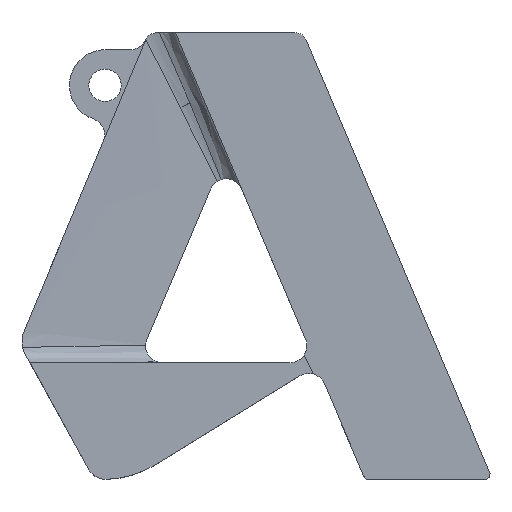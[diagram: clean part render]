
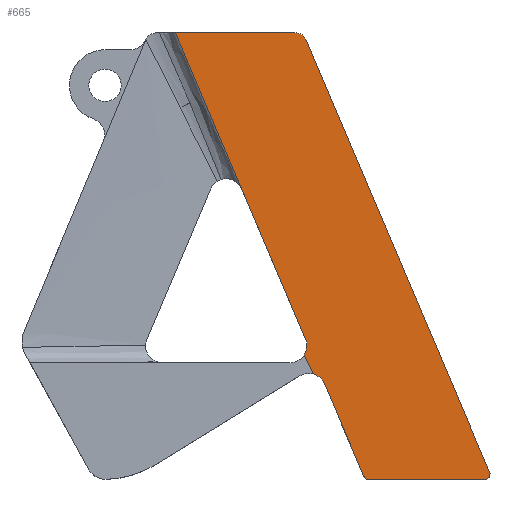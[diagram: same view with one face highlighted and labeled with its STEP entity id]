
A CAD part, top view. The second image highlights one B-rep face of the part: STEP entity #665.
In plain terms, the highlighted planar face has unit normal (0, 0, 1).
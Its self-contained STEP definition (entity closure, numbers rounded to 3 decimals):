
#38=FACE_OUTER_BOUND('',#72,.T.);
#72=EDGE_LOOP('',(#418,#419,#420,#421,#422,#423,#424,#425,#426,#427,#428,
#429));
#109=B_SPLINE_CURVE_WITH_KNOTS('',3,(#944,#945,#946,#947),.UNSPECIFIED.,
 .F.,.F.,(4,4),(-2.532,-1.548),.UNSPECIFIED.);
#110=B_SPLINE_CURVE_WITH_KNOTS('',3,(#961,#962,#963,#964),.UNSPECIFIED.,
 .F.,.F.,(4,4),(-6.23,-6.142),.UNSPECIFIED.);
#111=B_SPLINE_CURVE_WITH_KNOTS('',3,(#966,#967,#968,#969,#970,#971,#972,
#973,#974,#975,#976,#977),.UNSPECIFIED.,.F.,.F.,(4,2,2,2,2,4),(-6.142,
-6.07,-5.29,-4.818,-3.629,
-3.007),.UNSPECIFIED.);
#131=CIRCLE('',#714,1.667);
#132=CIRCLE('',#715,0.508);
#133=CIRCLE('',#716,0.508);
#134=CIRCLE('',#717,1.209);
#135=CIRCLE('',#718,1.667);
#159=LINE('',#940,#206);
#160=LINE('',#951,#207);
#161=LINE('',#955,#208);
#162=LINE('',#959,#209);
#206=VECTOR('',#775,10.);
#207=VECTOR('',#780,10.);
#208=VECTOR('',#783,10.);
#209=VECTOR('',#786,10.);
#253=VERTEX_POINT('',#938);
#254=VERTEX_POINT('',#939);
#255=VERTEX_POINT('',#941);
#256=VERTEX_POINT('',#943);
#257=VERTEX_POINT('',#948);
#258=VERTEX_POINT('',#950);
#259=VERTEX_POINT('',#952);
#260=VERTEX_POINT('',#954);
#261=VERTEX_POINT('',#956);
#262=VERTEX_POINT('',#958);
#263=VERTEX_POINT('',#960);
#264=VERTEX_POINT('',#965);
#319=EDGE_CURVE('',#253,#254,#159,.T.);
#320=EDGE_CURVE('',#253,#255,#131,.T.);
#321=EDGE_CURVE('',#255,#256,#109,.T.);
#322=EDGE_CURVE('',#256,#257,#132,.T.);
#323=EDGE_CURVE('',#257,#258,#160,.T.);
#324=EDGE_CURVE('',#258,#259,#133,.T.);
#325=EDGE_CURVE('',#259,#260,#161,.T.);
#326=EDGE_CURVE('',#260,#261,#134,.T.);
#327=EDGE_CURVE('',#261,#262,#162,.T.);
#328=EDGE_CURVE('',#262,#263,#110,.T.);
#329=EDGE_CURVE('',#263,#264,#111,.T.);
#330=EDGE_CURVE('',#264,#254,#135,.T.);
#418=ORIENTED_EDGE('',*,*,#319,.F.);
#419=ORIENTED_EDGE('',*,*,#320,.T.);
#420=ORIENTED_EDGE('',*,*,#321,.T.);
#421=ORIENTED_EDGE('',*,*,#322,.T.);
#422=ORIENTED_EDGE('',*,*,#323,.T.);
#423=ORIENTED_EDGE('',*,*,#324,.T.);
#424=ORIENTED_EDGE('',*,*,#325,.T.);
#425=ORIENTED_EDGE('',*,*,#326,.T.);
#426=ORIENTED_EDGE('',*,*,#327,.T.);
#427=ORIENTED_EDGE('',*,*,#328,.T.);
#428=ORIENTED_EDGE('',*,*,#329,.T.);
#429=ORIENTED_EDGE('',*,*,#330,.T.);
#616=PLANE('',#713);
#665=ADVANCED_FACE('',(#38),#616,.F.);
#713=AXIS2_PLACEMENT_3D('',#937,#773,#774);
#714=AXIS2_PLACEMENT_3D('',#942,#776,#777);
#715=AXIS2_PLACEMENT_3D('',#949,#778,#779);
#716=AXIS2_PLACEMENT_3D('',#953,#781,#782);
#717=AXIS2_PLACEMENT_3D('',#957,#784,#785);
#718=AXIS2_PLACEMENT_3D('',#978,#787,#788);
#773=DIRECTION('center_axis',(0.,0.,-1.));
#774=DIRECTION('ref_axis',(-1.,0.,0.));
#775=DIRECTION('',(-0.463,0.887,0.));
#776=DIRECTION('center_axis',(0.,0.,-1.));
#777=DIRECTION('ref_axis',(-1.,0.,0.));
#778=DIRECTION('center_axis',(0.,0.,1.));
#779=DIRECTION('ref_axis',(1.,0.,0.));
#780=DIRECTION('',(1.,0.,0.));
#781=DIRECTION('center_axis',(0.,0.,1.));
#782=DIRECTION('ref_axis',(1.,0.,0.));
#783=DIRECTION('',(-0.391,0.921,0.));
#784=DIRECTION('center_axis',(0.,0.,1.));
#785=DIRECTION('ref_axis',(1.,0.,0.));
#786=DIRECTION('',(-1.,0.,0.));
#787=DIRECTION('center_axis',(0.,0.,-1.));
#788=DIRECTION('ref_axis',(-1.,0.,0.));
#937=CARTESIAN_POINT('Origin',(26.847,36.283,0.));
#938=CARTESIAN_POINT('',(28.716,3.987,0.));
#939=CARTESIAN_POINT('',(27.742,5.854,0.));
#940=CARTESIAN_POINT('',(21.894,17.063,0.));
#941=CARTESIAN_POINT('',(29.743,3.051,0.));
#942=CARTESIAN_POINT('Origin',(28.209,2.399,0.));
#943=CARTESIAN_POINT('',(33.59,-6.012,0.));
#944=CARTESIAN_POINT('Ctrl Pts',(29.743,3.051,0.));
#945=CARTESIAN_POINT('Ctrl Pts',(31.025,0.03,0.));
#946=CARTESIAN_POINT('Ctrl Pts',(32.308,-2.991,0.));
#947=CARTESIAN_POINT('Ctrl Pts',(33.59,-6.012,0.));
#948=CARTESIAN_POINT('',(34.057,-6.322,0.));
#949=CARTESIAN_POINT('Origin',(34.057,-5.814,0.));
#950=CARTESIAN_POINT('',(45.471,-6.322,0.));
#951=CARTESIAN_POINT('',(30.284,-6.322,0.));
#952=CARTESIAN_POINT('',(45.939,-5.616,0.));
#953=CARTESIAN_POINT('Origin',(45.471,-5.814,0.));
#954=CARTESIAN_POINT('',(27.921,36.837,0.));
#955=CARTESIAN_POINT('',(27.938,36.796,0.));
#956=CARTESIAN_POINT('',(26.847,37.492,0.));
#957=CARTESIAN_POINT('Origin',(26.847,36.283,0.));
#958=CARTESIAN_POINT('',(15.106,37.492,0.));
#959=CARTESIAN_POINT('',(26.847,37.492,0.));
#960=CARTESIAN_POINT('',(15.602,36.369,0.));
#961=CARTESIAN_POINT('Ctrl Pts',(15.106,37.492,0.));
#962=CARTESIAN_POINT('Ctrl Pts',(15.291,37.089,0.));
#963=CARTESIAN_POINT('Ctrl Pts',(15.457,36.711,0.));
#964=CARTESIAN_POINT('Ctrl Pts',(15.602,36.369,0.));
#965=CARTESIAN_POINT('',(27.886,7.425,0.));
#966=CARTESIAN_POINT('Ctrl Pts',(15.602,36.369,0.));
#967=CARTESIAN_POINT('Ctrl Pts',(15.72,36.091,0.));
#968=CARTESIAN_POINT('Ctrl Pts',(15.827,35.84,0.));
#969=CARTESIAN_POINT('Ctrl Pts',(16.937,33.224,0.));
#970=CARTESIAN_POINT('Ctrl Pts',(17.953,30.828,0.));
#971=CARTESIAN_POINT('Ctrl Pts',(19.585,26.984,0.));
#972=CARTESIAN_POINT('Ctrl Pts',(20.2,25.536,0.));
#973=CARTESIAN_POINT('Ctrl Pts',(22.362,20.441,0.));
#974=CARTESIAN_POINT('Ctrl Pts',(23.91,16.794,0.));
#975=CARTESIAN_POINT('Ctrl Pts',(26.268,11.239,0.));
#976=CARTESIAN_POINT('Ctrl Pts',(27.077,9.332,0.));
#977=CARTESIAN_POINT('Ctrl Pts',(27.886,7.425,0.));
#978=CARTESIAN_POINT('Origin',(26.352,6.774,0.));
